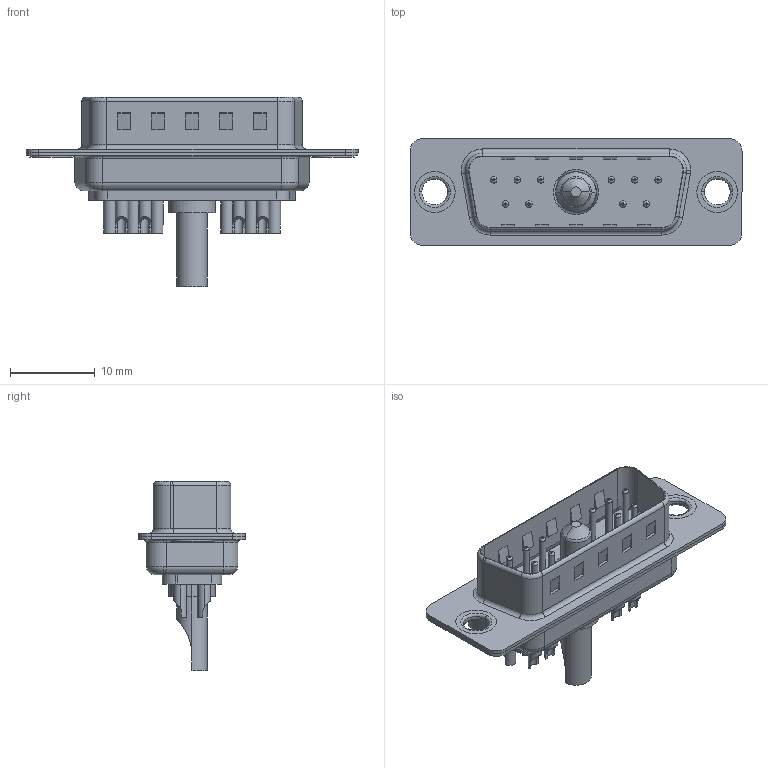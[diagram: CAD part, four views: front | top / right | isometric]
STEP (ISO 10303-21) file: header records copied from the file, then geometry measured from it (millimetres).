
FILE_DESCRIPTION (( 'STEP AP203' ), '1' );
FILE_NAME ('627-11W1622-2N1.STEP', '2019-05-25T14:22:37', ( '' ), ( '' ), 'SwSTEP 2.0', 'SolidWorks 2016', '' );
FILE_SCHEMA (( 'CONFIG_CONTROL_DESIGN' ));
Length unit declared in the file: millimetre
Products named in the file (8): 627Combo Shell Front_15 Contacts; 627Combo Thru Hole Rivet; Power Pin_20A SC; 627Combo Contact Row 1_22; 627Combo Contact Row 2_22; 627-11W1622-2N1; 627Combo Housing_11W1; 627Combo Shell Rear_15 Contacts
Assembly tree (16 placements, depth 2):
  627-11W1622-2N1
    627Combo Housing_11W1
    627Combo Shell Rear_15 Contacts
    627Combo Shell Front_15 Contacts
    627Combo Thru Hole Rivet  x2
    Power Pin_20A SC
    627Combo Contact Row 1_22  x6
    627Combo Contact Row 2_22  x4
Bounding box: 39.15 x 12.6 x 22.3 mm (x, y, z)
Volume: 1861.6 mm3; surface area: 4806.1 mm2
Topology: 17 solids, 20 shells, 743 faces, 1738 edges, 1067 vertices
Faces by surface type: cylinder 303, plane 251, torus 160, cone 27, bspline 2
Entity records: 15571 total; most frequent: DIRECTION 2666, CARTESIAN_POINT 2652, ORIENTED_EDGE 2324, EDGE_CURVE 1162, AXIS2_PLACEMENT_3D 1039, VERTEX_POINT 731, VECTOR 588, LINE 588
